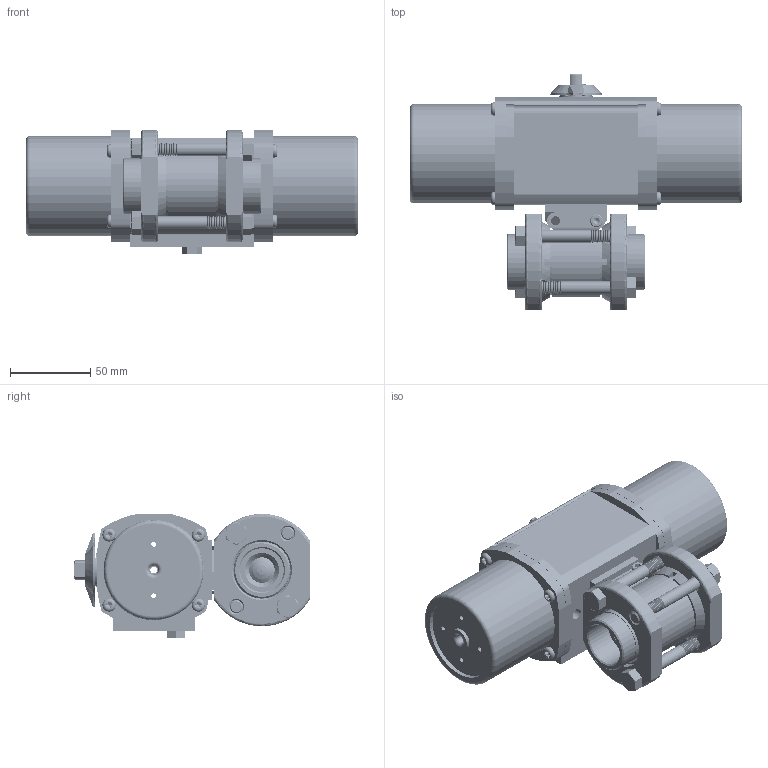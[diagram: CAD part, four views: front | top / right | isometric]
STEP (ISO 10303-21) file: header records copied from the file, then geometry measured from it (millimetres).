
FILE_DESCRIPTION (( 'STEP AP203' ), '1' );
FILE_NAME ('26XXSWSA512SR.step', '2018-03-26T16:38:17', ( '' ), ( '' ), 'SwSTEP 2.0', 'SolidWorks 2017', '' );
FILE_SCHEMA (( 'CONFIG_CONTROL_DESIGN' ));
Products named in the file (1): 26XXSWSA512SR
Bounding box: 206.38 x 146.65 x 77.22 mm (x, y, z)
Volume: 511787.1 mm3; surface area: 226603 mm2
Topology: 43 solids, 43 shells, 3721 faces, 9954 edges, 6297 vertices
Faces by surface type: cylinder 2051, cone 894, plane 499, torus 146, bspline 129, sphere 2
Entity records: 174606 total; most frequent: CARTESIAN_POINT 87472, ORIENTED_EDGE 19688, DIRECTION 17542, EDGE_CURVE 9844, AXIS2_PLACEMENT_3D 6996, VERTEX_POINT 6293, EDGE_LOOP 3977, FACE_OUTER_BOUND 3721
